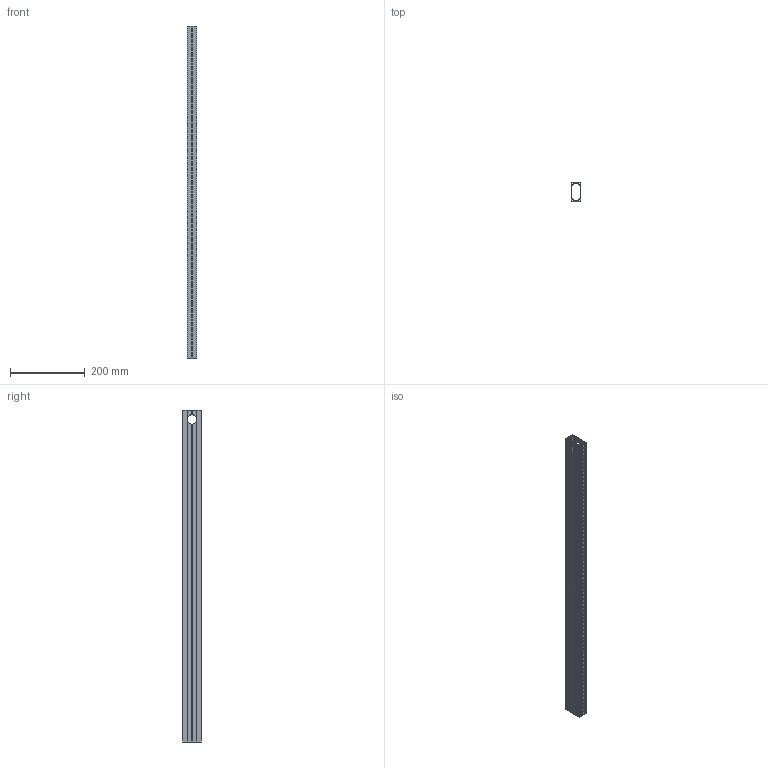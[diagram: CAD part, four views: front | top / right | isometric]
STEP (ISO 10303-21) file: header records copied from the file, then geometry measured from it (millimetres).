
FILE_DESCRIPTION(/* description */ (''),/* implementation_level */ '2;1');
FILE_NAME(/* name */ 'ArmLong2x1.step',/* time_stamp */ '2023-01-17T19:12:19-08:00',/* author */ (''),/* organization */ (''),/* preprocessor_version */ 'ST-DEVELOPER v19.2',/* originating_system */ 'Autodesk Translation Framework v11.17.0.187',/* authorisation */ '');
FILE_SCHEMA (('AUTOMOTIVE_DESIGN { 1 0 10303 214 3 1 1 }'));
Length unit declared in the file: inch
Products named in the file (1): Thin v1 (3)
Bounding box: 25.4 x 50.8 x 889 mm (x, y, z)
Volume: 166808.9 mm3; surface area: 318579.4 mm2
Topology: 1 solids, 1 shells, 501 faces, 1782 edges, 1142 vertices
Faces by surface type: plane 337, cylinder 164
Full cylindrical faces by diameter (mm): 5 x138
Entity records: 20162 total; most frequent: DIRECTION 3834, ORIENTED_EDGE 3564, CARTESIAN_POINT 3426, EDGE_CURVE 1782, AXIS2_PLACEMENT_3D 1550, VERTEX_POINT 1142, CIRCLE 1032, LINE 734
